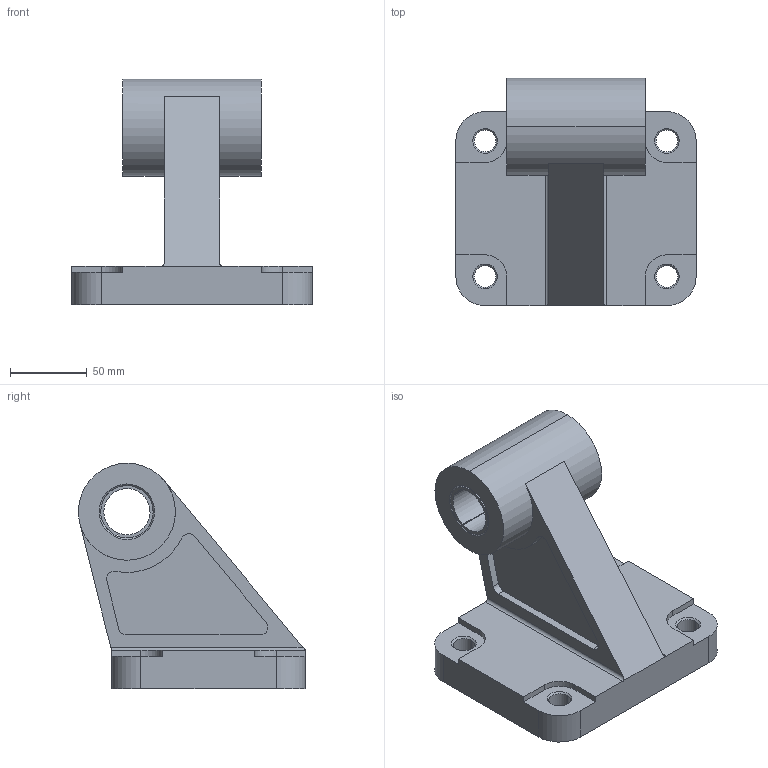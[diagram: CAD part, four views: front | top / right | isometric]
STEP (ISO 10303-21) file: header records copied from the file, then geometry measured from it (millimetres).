
FILE_DESCRIPTION (( 'STEP AP203' ), '1' );
FILE_NAME ('ARQ10G0000.step', '2022-03-10T11:57:16', ( '' ), ( '' ), 'SwSTEP 2.0', 'SolidWorks 2021', '' );
FILE_SCHEMA (( 'CONFIG_CONTROL_DESIGN' ));
Length unit declared in the file: millimetre
Products named in the file (3): BC02830000; ARQ10G0000; ARQ10G0B00
Assembly tree (3 placements, depth 2):
  ARQ10G0000
    ARQ10G0B00
    BC02830000  x2
Bounding box: 156 x 147.5 x 146.5 mm (x, y, z)
Volume: 889132 mm3; surface area: 117034.4 mm2
Topology: 3 solids, 3 shells, 252 faces, 650 edges, 424 vertices
Faces by surface type: plane 117, bspline 62, cylinder 49, cone 22, torus 2
Entity records: 10795 total; most frequent: CARTESIAN_POINT 4868, ORIENTED_EDGE 1252, DIRECTION 982, EDGE_CURVE 626, VERTEX_POINT 408, LINE 386, VECTOR 386, AXIS2_PLACEMENT_3D 298
